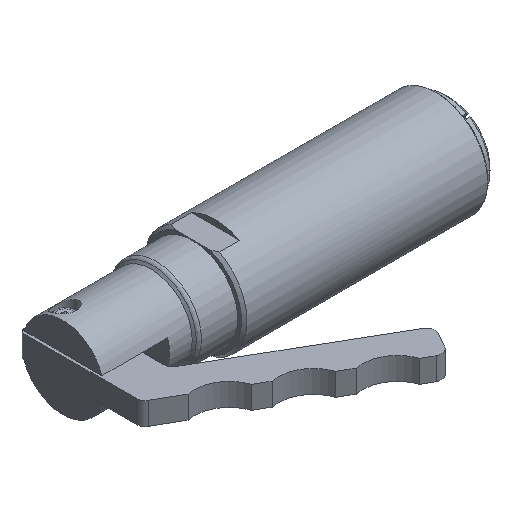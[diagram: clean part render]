
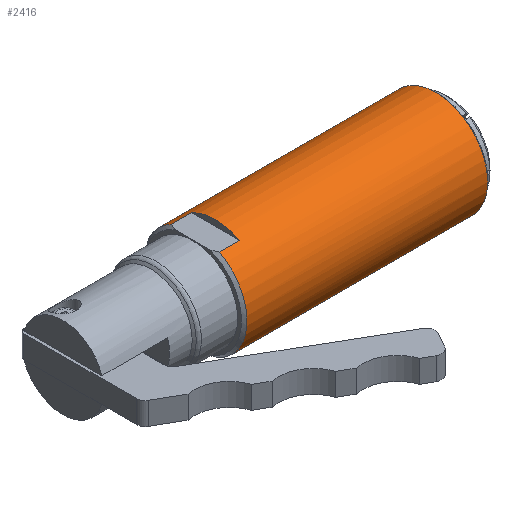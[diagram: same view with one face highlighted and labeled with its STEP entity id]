
A CAD part, isometric view. The second image highlights one B-rep face of the part: STEP entity #2416.
In plain terms, the highlighted cylindrical face has radius 18.796 mm (diameter 37.592 mm), a full revolution.
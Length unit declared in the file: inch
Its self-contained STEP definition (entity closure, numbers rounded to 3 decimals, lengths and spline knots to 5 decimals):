
#110=B_SPLINE_CURVE_WITH_KNOTS('',3,(#3861,#3862,#3863,#3864,#3865,#3866,
#3867),.UNSPECIFIED.,.F.,.F.,(4,3,4),(5.79793,6.07026,
6.34259),.UNSPECIFIED.);
#111=B_SPLINE_CURVE_WITH_KNOTS('',3,(#3873,#3874,#3875,#3876,#3877,#3878,
#3879,#3880),.UNSPECIFIED.,.F.,.F.,(4,2,2,4),(1.06149,1.12669,
1.32213,1.51756),.UNSPECIFIED.);
#112=B_SPLINE_CURVE_WITH_KNOTS('',3,(#3882,#3883,#3884,#3885,#3886,#3887,
#3888,#3889),.UNSPECIFIED.,.F.,.F.,(4,2,2,4),(1.51756,1.713,
1.90844,1.97363),.UNSPECIFIED.);
#113=B_SPLINE_CURVE_WITH_KNOTS('',3,(#3895,#3896,#3897,#3898,#3899,#3900),
 .UNSPECIFIED.,.F.,.F.,(4,2,4),(2.7628,3.03513,3.30746),
 .UNSPECIFIED.);
#224=LINE('',#3822,#376);
#226=LINE('',#3833,#378);
#227=LINE('',#3837,#379);
#229=LINE('',#3841,#381);
#231=LINE('',#3859,#383);
#232=LINE('',#3869,#384);
#233=LINE('',#3893,#385);
#234=LINE('',#3902,#386);
#376=VECTOR('',#3044,0.29);
#378=VECTOR('',#3046,0.29);
#379=VECTOR('',#3049,0.29);
#381=VECTOR('',#3051,0.29);
#383=VECTOR('',#3063,0.33029);
#384=VECTOR('',#3064,0.26529);
#385=VECTOR('',#3069,0.26529);
#386=VECTOR('',#3070,0.33029);
#536=FACE_BOUND('',#766,.T.);
#611=FACE_OUTER_BOUND('',#765,.T.);
#765=EDGE_LOOP('',(#1849));
#766=EDGE_LOOP('',(#1850,#1851,#1852,#1853,#1854,#1855,#1856,#1857,#1858,
#1859,#1860,#1861,#1862,#1863,#1864,#1865,#1866,#1867,#1868));
#919=CIRCLE('',#2599,0.74);
#920=CIRCLE('',#2603,0.74);
#921=CIRCLE('',#2605,0.74);
#922=CIRCLE('',#2606,0.74);
#923=CIRCLE('',#2607,0.74);
#924=CIRCLE('',#2608,0.74);
#925=CIRCLE('',#2609,0.74);
#926=CIRCLE('',#2610,0.74);
#1096=VERTEX_POINT('',#3816);
#1097=VERTEX_POINT('',#3817);
#1098=VERTEX_POINT('',#3821);
#1101=VERTEX_POINT('',#3829);
#1102=VERTEX_POINT('',#3835);
#1103=VERTEX_POINT('',#3836);
#1104=VERTEX_POINT('',#3838);
#1105=VERTEX_POINT('',#3840);
#1108=VERTEX_POINT('',#3854);
#1109=VERTEX_POINT('',#3856);
#1110=VERTEX_POINT('',#3858);
#1111=VERTEX_POINT('',#3860);
#1112=VERTEX_POINT('',#3868);
#1113=VERTEX_POINT('',#3870);
#1114=VERTEX_POINT('',#3872);
#1115=VERTEX_POINT('',#3881);
#1116=VERTEX_POINT('',#3890);
#1117=VERTEX_POINT('',#3892);
#1118=VERTEX_POINT('',#3894);
#1119=VERTEX_POINT('',#3901);
#1374=EDGE_CURVE('',#1096,#1097,#919,.T.);
#1376=EDGE_CURVE('',#1098,#1096,#224,.T.);
#1380=EDGE_CURVE('',#1097,#1101,#226,.T.);
#1381=EDGE_CURVE('',#1102,#1103,#227,.T.);
#1383=EDGE_CURVE('',#1105,#1104,#229,.T.);
#1387=EDGE_CURVE('',#1104,#1102,#920,.T.);
#1388=EDGE_CURVE('',#1108,#1108,#921,.T.);
#1389=EDGE_CURVE('',#1109,#1101,#922,.T.);
#1390=EDGE_CURVE('',#1109,#1110,#231,.T.);
#1391=EDGE_CURVE('',#1110,#1111,#110,.T.);
#1392=EDGE_CURVE('',#1111,#1112,#232,.T.);
#1393=EDGE_CURVE('',#1112,#1113,#923,.T.);
#1394=EDGE_CURVE('',#1113,#1114,#111,.T.);
#1395=EDGE_CURVE('',#1114,#1115,#112,.T.);
#1396=EDGE_CURVE('',#1115,#1116,#924,.T.);
#1397=EDGE_CURVE('',#1116,#1117,#233,.T.);
#1398=EDGE_CURVE('',#1117,#1118,#113,.T.);
#1399=EDGE_CURVE('',#1118,#1119,#234,.T.);
#1400=EDGE_CURVE('',#1105,#1119,#925,.T.);
#1401=EDGE_CURVE('',#1098,#1103,#926,.T.);
#1849=ORIENTED_EDGE('',*,*,#1388,.F.);
#1850=ORIENTED_EDGE('',*,*,#1376,.T.);
#1851=ORIENTED_EDGE('',*,*,#1374,.T.);
#1852=ORIENTED_EDGE('',*,*,#1380,.T.);
#1853=ORIENTED_EDGE('',*,*,#1389,.F.);
#1854=ORIENTED_EDGE('',*,*,#1390,.T.);
#1855=ORIENTED_EDGE('',*,*,#1391,.T.);
#1856=ORIENTED_EDGE('',*,*,#1392,.T.);
#1857=ORIENTED_EDGE('',*,*,#1393,.T.);
#1858=ORIENTED_EDGE('',*,*,#1394,.T.);
#1859=ORIENTED_EDGE('',*,*,#1395,.T.);
#1860=ORIENTED_EDGE('',*,*,#1396,.T.);
#1861=ORIENTED_EDGE('',*,*,#1397,.T.);
#1862=ORIENTED_EDGE('',*,*,#1398,.T.);
#1863=ORIENTED_EDGE('',*,*,#1399,.T.);
#1864=ORIENTED_EDGE('',*,*,#1400,.F.);
#1865=ORIENTED_EDGE('',*,*,#1383,.T.);
#1866=ORIENTED_EDGE('',*,*,#1387,.T.);
#1867=ORIENTED_EDGE('',*,*,#1381,.T.);
#1868=ORIENTED_EDGE('',*,*,#1401,.F.);
#2344=CYLINDRICAL_SURFACE('',#2604,0.74);
#2416=ADVANCED_FACE('',(#611,#536),#2344,.T.);
#2599=AXIS2_PLACEMENT_3D('',#3818,#3039,#3040);
#2603=AXIS2_PLACEMENT_3D('',#3852,#3055,#3056);
#2604=AXIS2_PLACEMENT_3D('',#3853,#3057,#3058);
#2605=AXIS2_PLACEMENT_3D('',#3855,#3059,#3060);
#2606=AXIS2_PLACEMENT_3D('',#3857,#3061,#3062);
#2607=AXIS2_PLACEMENT_3D('',#3871,#3065,#3066);
#2608=AXIS2_PLACEMENT_3D('',#3891,#3067,#3068);
#2609=AXIS2_PLACEMENT_3D('',#3903,#3071,#3072);
#2610=AXIS2_PLACEMENT_3D('',#3904,#3073,#3074);
#3039=DIRECTION('center_axis',(1.,0.,0.));
#3040=DIRECTION('ref_axis',(0.,1.,0.));
#3044=DIRECTION('',(1.,0.,0.));
#3046=DIRECTION('',(-1.,0.,0.));
#3049=DIRECTION('',(-1.,0.,0.));
#3051=DIRECTION('',(1.,0.,0.));
#3055=DIRECTION('center_axis',(1.,0.,0.));
#3056=DIRECTION('ref_axis',(0.,1.,0.));
#3057=DIRECTION('center_axis',(1.,0.,0.));
#3058=DIRECTION('ref_axis',(0.,1.,0.));
#3059=DIRECTION('center_axis',(1.,0.,0.));
#3060=DIRECTION('ref_axis',(0.,1.,0.));
#3061=DIRECTION('center_axis',(-1.,0.,0.));
#3062=DIRECTION('ref_axis',(0.,-1.,0.));
#3063=DIRECTION('',(1.,0.,0.));
#3064=DIRECTION('',(1.,0.,0.));
#3065=DIRECTION('center_axis',(1.,0.,0.));
#3066=DIRECTION('ref_axis',(0.,1.,0.));
#3067=DIRECTION('center_axis',(1.,0.,0.));
#3068=DIRECTION('ref_axis',(0.,1.,0.));
#3069=DIRECTION('',(-1.,0.,0.));
#3070=DIRECTION('',(-1.,0.,0.));
#3071=DIRECTION('center_axis',(-1.,0.,0.));
#3072=DIRECTION('ref_axis',(0.,-1.,0.));
#3073=DIRECTION('center_axis',(-1.,0.,0.));
#3074=DIRECTION('ref_axis',(0.,-1.,0.));
#3816=CARTESIAN_POINT('',(2.183,-0.34435,-0.655));
#3817=CARTESIAN_POINT('',(2.183,0.34435,-0.655));
#3818=CARTESIAN_POINT('Origin',(2.183,0.,0.));
#3821=CARTESIAN_POINT('',(1.893,-0.34435,-0.655));
#3822=CARTESIAN_POINT('',(3.5925,-0.34435,-0.655));
#3829=CARTESIAN_POINT('',(1.893,0.34435,-0.655));
#3833=CARTESIAN_POINT('',(3.5925,0.34435,-0.655));
#3835=CARTESIAN_POINT('',(2.183,-0.34435,0.655));
#3836=CARTESIAN_POINT('',(1.893,-0.34435,0.655));
#3837=CARTESIAN_POINT('',(3.5925,-0.34435,0.655));
#3838=CARTESIAN_POINT('',(2.183,0.34435,0.655));
#3840=CARTESIAN_POINT('',(1.893,0.34435,0.655));
#3841=CARTESIAN_POINT('',(3.5925,0.34435,0.655));
#3852=CARTESIAN_POINT('Origin',(2.183,0.,0.));
#3853=CARTESIAN_POINT('Origin',(3.5925,0.,0.));
#3854=CARTESIAN_POINT('',(5.332,0.74,0.));
#3855=CARTESIAN_POINT('Origin',(5.332,0.,0.));
#3856=CARTESIAN_POINT('',(1.893,0.66,-0.33466));
#3857=CARTESIAN_POINT('Origin',(1.893,0.,0.));
#3858=CARTESIAN_POINT('',(2.22329,0.66,-0.33466));
#3859=CARTESIAN_POINT('',(3.5925,0.66,-0.33466));
#3860=CARTESIAN_POINT('',(2.44471,0.66,-0.33466));
#3861=CARTESIAN_POINT('Ctrl Pts',(2.22329,0.66,-0.33466));
#3862=CARTESIAN_POINT('Ctrl Pts',(2.26045,0.65594,-0.34268));
#3863=CARTESIAN_POINT('Ctrl Pts',(2.29826,0.65391,-0.34641));
#3864=CARTESIAN_POINT('Ctrl Pts',(2.334,0.65391,-0.34641));
#3865=CARTESIAN_POINT('Ctrl Pts',(2.36974,0.65391,-0.34641));
#3866=CARTESIAN_POINT('Ctrl Pts',(2.40755,0.65594,-0.34268));
#3867=CARTESIAN_POINT('Ctrl Pts',(2.44471,0.66,-0.33466));
#3868=CARTESIAN_POINT('',(2.71,0.66,-0.33466));
#3869=CARTESIAN_POINT('',(3.5925,0.66,-0.33466));
#3870=CARTESIAN_POINT('',(2.71,0.72019,-0.1701));
#3871=CARTESIAN_POINT('Origin',(2.71,0.,
0.));
#3872=CARTESIAN_POINT('',(2.7665,0.74,0.));
#3873=CARTESIAN_POINT('Ctrl Pts',(2.71,0.72019,-0.1701));
#3874=CARTESIAN_POINT('Ctrl Pts',(2.71509,0.72187,-0.16295));
#3875=CARTESIAN_POINT('Ctrl Pts',(2.71989,0.72349,-0.15561));
#3876=CARTESIAN_POINT('Ctrl Pts',(2.73785,0.72963,-0.12556));
#3877=CARTESIAN_POINT('Ctrl Pts',(2.74851,0.73345,-0.10141));
#3878=CARTESIAN_POINT('Ctrl Pts',(2.76284,0.73864,-0.05145));
#3879=CARTESIAN_POINT('Ctrl Pts',(2.7665,0.74,-0.02565));
#3880=CARTESIAN_POINT('Ctrl Pts',(2.7665,0.74,0.));
#3881=CARTESIAN_POINT('',(2.71,0.72019,0.1701));
#3882=CARTESIAN_POINT('Ctrl Pts',(2.7665,0.74,0.));
#3883=CARTESIAN_POINT('Ctrl Pts',(2.7665,0.74,0.02565));
#3884=CARTESIAN_POINT('Ctrl Pts',(2.76284,0.73864,0.05145));
#3885=CARTESIAN_POINT('Ctrl Pts',(2.74851,0.73345,0.10141));
#3886=CARTESIAN_POINT('Ctrl Pts',(2.73785,0.72963,0.12556));
#3887=CARTESIAN_POINT('Ctrl Pts',(2.71989,0.72349,0.15561));
#3888=CARTESIAN_POINT('Ctrl Pts',(2.71509,0.72187,0.16295));
#3889=CARTESIAN_POINT('Ctrl Pts',(2.71,0.72019,0.1701));
#3890=CARTESIAN_POINT('',(2.71,0.66,0.33466));
#3891=CARTESIAN_POINT('Origin',(2.71,0.,
0.));
#3892=CARTESIAN_POINT('',(2.44471,0.66,0.33466));
#3893=CARTESIAN_POINT('',(3.5925,0.66,0.33466));
#3894=CARTESIAN_POINT('',(2.22329,0.66,0.33466));
#3895=CARTESIAN_POINT('Ctrl Pts',(2.44471,0.66,0.33466));
#3896=CARTESIAN_POINT('Ctrl Pts',(2.40755,0.65594,0.34268));
#3897=CARTESIAN_POINT('Ctrl Pts',(2.36974,0.65391,0.34641));
#3898=CARTESIAN_POINT('Ctrl Pts',(2.29826,0.65391,0.34641));
#3899=CARTESIAN_POINT('Ctrl Pts',(2.26045,0.65594,0.34268));
#3900=CARTESIAN_POINT('Ctrl Pts',(2.22329,0.66,0.33466));
#3901=CARTESIAN_POINT('',(1.893,0.66,0.33466));
#3902=CARTESIAN_POINT('',(3.5925,0.66,0.33466));
#3903=CARTESIAN_POINT('Origin',(1.893,0.,0.));
#3904=CARTESIAN_POINT('Origin',(1.893,0.,0.));
